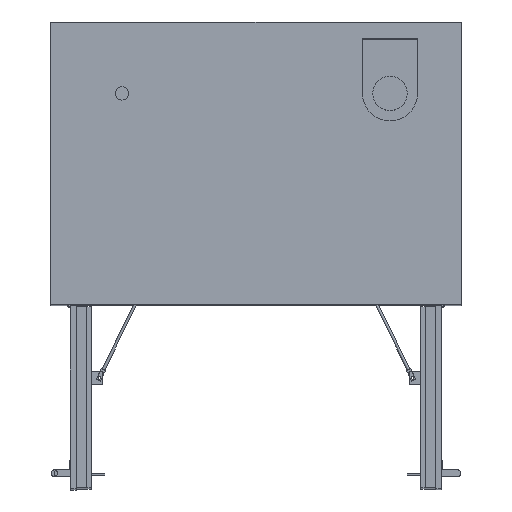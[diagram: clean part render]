
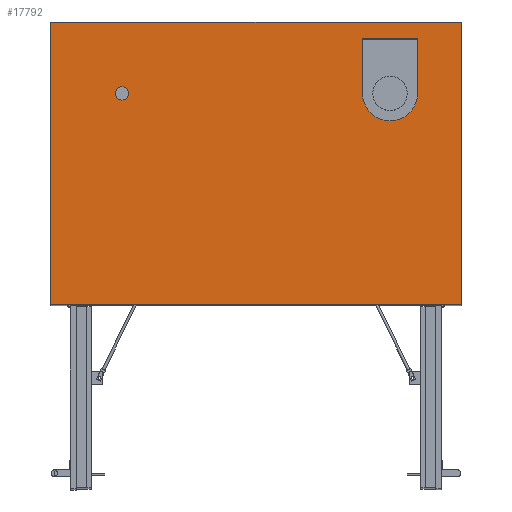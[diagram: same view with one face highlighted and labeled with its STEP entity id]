
A CAD part, top view. The second image highlights one B-rep face of the part: STEP entity #17792.
In plain terms, the highlighted planar face has unit normal (0, 0, 1).
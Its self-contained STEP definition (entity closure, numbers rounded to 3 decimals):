
#455=FACE_BOUND('',#2967,.T.);
#456=FACE_BOUND('',#2968,.T.);
#818=CIRCLE('',#18894,60.);
#823=CIRCLE('',#18921,14.5);
#1965=FACE_OUTER_BOUND('',#2966,.T.);
#2966=EDGE_LOOP('',(#12555,#12556,#12557,#12558));
#2967=EDGE_LOOP('',(#12559));
#2968=EDGE_LOOP('',(#12560,#12561,#12562,#12563));
#4186=LINE('',#24203,#6132);
#4258=LINE('',#24356,#6204);
#4265=LINE('',#24371,#6211);
#4304=LINE('',#24463,#6250);
#4315=LINE('',#24489,#6261);
#4323=LINE('',#24507,#6269);
#4324=LINE('',#24509,#6270);
#6132=VECTOR('',#20063,10.);
#6204=VECTOR('',#20191,10.);
#6211=VECTOR('',#20204,10.);
#6250=VECTOR('',#20299,10.);
#6261=VECTOR('',#20326,10.);
#6269=VECTOR('',#20350,10.);
#6270=VECTOR('',#20353,10.);
#8068=VERTEX_POINT('',#24200);
#8069=VERTEX_POINT('',#24202);
#8121=VERTEX_POINT('',#24353);
#8122=VERTEX_POINT('',#24355);
#8124=VERTEX_POINT('',#24361);
#8127=VERTEX_POINT('',#24369);
#8152=VERTEX_POINT('',#24457);
#8158=VERTEX_POINT('',#24486);
#8159=VERTEX_POINT('',#24488);
#9732=EDGE_CURVE('',#8069,#8068,#4186,.T.);
#9810=EDGE_CURVE('',#8122,#8121,#4258,.T.);
#9814=EDGE_CURVE('',#8121,#8124,#818,.T.);
#9818=EDGE_CURVE('',#8124,#8127,#4265,.T.);
#9859=EDGE_CURVE('',#8152,#8152,#823,.T.);
#9862=EDGE_CURVE('',#8127,#8122,#4304,.T.);
#9873=EDGE_CURVE('',#8159,#8158,#4315,.T.);
#9881=EDGE_CURVE('',#8158,#8069,#4323,.T.);
#9882=EDGE_CURVE('',#8068,#8159,#4324,.T.);
#12555=ORIENTED_EDGE('',*,*,#9732,.T.);
#12556=ORIENTED_EDGE('',*,*,#9882,.T.);
#12557=ORIENTED_EDGE('',*,*,#9873,.T.);
#12558=ORIENTED_EDGE('',*,*,#9881,.T.);
#12559=ORIENTED_EDGE('',*,*,#9859,.T.);
#12560=ORIENTED_EDGE('',*,*,#9818,.T.);
#12561=ORIENTED_EDGE('',*,*,#9862,.T.);
#12562=ORIENTED_EDGE('',*,*,#9810,.T.);
#12563=ORIENTED_EDGE('',*,*,#9814,.T.);
#17033=PLANE('',#18942);
#17792=ADVANCED_FACE('',(#1965,#455,#456),#17033,.T.);
#18894=AXIS2_PLACEMENT_3D('',#24363,#20197,#20198);
#18921=AXIS2_PLACEMENT_3D('',#24458,#20291,#20292);
#18942=AXIS2_PLACEMENT_3D('',#24511,#20356,#20357);
#20063=DIRECTION('',(1.,0.,0.));
#20191=DIRECTION('',(0.,-1.,0.));
#20197=DIRECTION('center_axis',(0.,0.,-1.));
#20198=DIRECTION('ref_axis',(-1.,0.,0.));
#20204=DIRECTION('',(0.,1.,0.));
#20291=DIRECTION('center_axis',(0.,0.,-1.));
#20292=DIRECTION('ref_axis',(-1.,0.,0.));
#20299=DIRECTION('',(1.,0.,0.));
#20326=DIRECTION('',(-1.,0.,0.));
#20350=DIRECTION('',(0.,-1.,0.));
#20353=DIRECTION('',(0.,1.,0.));
#20356=DIRECTION('center_axis',(0.,0.,1.));
#20357=DIRECTION('ref_axis',(1.,0.,0.));
#24200=CARTESIAN_POINT('',(446.88,-307.5,974.625));
#24202=CARTESIAN_POINT('',(-446.88,-307.5,974.625));
#24203=CARTESIAN_POINT('',(-446.88,-307.5,974.625));
#24353=CARTESIAN_POINT('',(352.,151.98,974.625));
#24355=CARTESIAN_POINT('',(352.,271.5,974.625));
#24356=CARTESIAN_POINT('',(352.,135.75,974.625));
#24361=CARTESIAN_POINT('',(232.,151.98,974.625));
#24363=CARTESIAN_POINT('Origin',(292.,151.98,974.625));
#24369=CARTESIAN_POINT('',(232.,271.5,974.625));
#24371=CARTESIAN_POINT('',(232.,75.99,974.625));
#24457=CARTESIAN_POINT('',(-277.5,151.98,974.625));
#24458=CARTESIAN_POINT('Origin',(-292.,151.98,974.625));
#24463=CARTESIAN_POINT('',(116.,271.5,974.625));
#24486=CARTESIAN_POINT('',(-446.88,307.5,974.625));
#24488=CARTESIAN_POINT('',(446.88,307.5,974.625));
#24489=CARTESIAN_POINT('',(446.88,307.5,974.625));
#24507=CARTESIAN_POINT('',(-446.88,307.5,974.625));
#24509=CARTESIAN_POINT('',(446.88,-307.5,974.625));
#24511=CARTESIAN_POINT('Origin',(0.,0.,
974.625));
